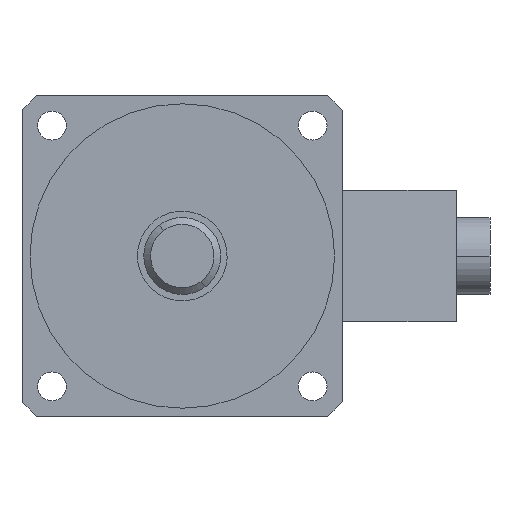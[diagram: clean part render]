
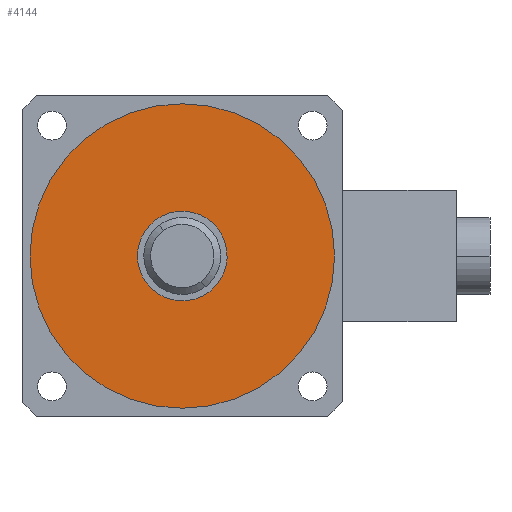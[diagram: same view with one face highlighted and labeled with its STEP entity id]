
A CAD part, left-side view. The second image highlights one B-rep face of the part: STEP entity #4144.
In plain terms, the highlighted planar face has unit normal (-1, 0, 0).
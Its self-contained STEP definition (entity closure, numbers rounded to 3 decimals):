
#138 = VERTEX_POINT ( 'NONE', #804 ) ;
#169 = VERTEX_POINT ( 'NONE', #906 ) ;
#180 = VERTEX_POINT ( 'NONE', #938 ) ;
#804 = CARTESIAN_POINT ( 'NONE',  ( -3., 12., 0. ) ) ;
#906 = CARTESIAN_POINT ( 'NONE',  ( -3., 47.5, 0. ) ) ;
#938 = CARTESIAN_POINT ( 'NONE',  ( -3., -47.5, 0. ) ) ;
#964 = CIRCLE ( 'NONE', #965, 12. ) ;
#965 = AXIS2_PLACEMENT_3D ( 'NONE', #966, #967, #968 ) ;
#966 = CARTESIAN_POINT ( 'NONE',  ( -3., 0., 0. ) ) ;
#967 = DIRECTION ( 'NONE',  ( -1., 0., 0. ) ) ;
#968 = DIRECTION ( 'NONE',  ( 0., -1., 0. ) ) ;
#1851 = CIRCLE ( 'NONE', #1852, 47.5 ) ;
#1852 = AXIS2_PLACEMENT_3D ( 'NONE', #1853, #1854, #1855 ) ;
#1853 = CARTESIAN_POINT ( 'NONE',  ( -3., 0., 0. ) ) ;
#1854 = DIRECTION ( 'NONE',  ( -1., 0., 0. ) ) ;
#1855 = DIRECTION ( 'NONE',  ( 0., -1., 0. ) ) ;
#3327 = CARTESIAN_POINT ( 'NONE',  ( -3., -12., 0. ) ) ;
#3471 = CIRCLE ( 'NONE', #3472, 12. ) ;
#3472 = AXIS2_PLACEMENT_3D ( 'NONE', #3473, #3474, #3475 ) ;
#3473 = CARTESIAN_POINT ( 'NONE',  ( -3., 0., 0. ) ) ;
#3474 = DIRECTION ( 'NONE',  ( -1., 0., 0. ) ) ;
#3475 = DIRECTION ( 'NONE',  ( 0., -1., 0. ) ) ;
#3559 = FACE_BOUND ( 'NONE', #4182, .T. ) ;
#3560 = FACE_OUTER_BOUND ( 'NONE', #4928, .T. ) ;
#3561 = PLANE ( 'NONE',  #3562 ) ;
#3562 = AXIS2_PLACEMENT_3D ( 'NONE', #3563, #3564, #3565 ) ;
#3563 = CARTESIAN_POINT ( 'NONE',  ( -3., 12., 0. ) ) ;
#3564 = DIRECTION ( 'NONE',  ( 1., 0., 0. ) ) ;
#3565 = DIRECTION ( 'NONE',  ( 0., 1., 0. ) ) ;
#3574 = CIRCLE ( 'NONE', #3575, 47.5 ) ;
#3575 = AXIS2_PLACEMENT_3D ( 'NONE', #3576, #3577, #3578 ) ;
#3576 = CARTESIAN_POINT ( 'NONE',  ( -3., 0., 0. ) ) ;
#3577 = DIRECTION ( 'NONE',  ( -1., 0., 0. ) ) ;
#3578 = DIRECTION ( 'NONE',  ( 0., -1., 0. ) ) ;
#4063 = EDGE_CURVE ( 'NONE', #5008, #138, #3471, .T. ) ;
#4144 = ADVANCED_FACE ( 'NONE', ( #3559, #3560 ), #3561, .F. ) ;
#4182 = EDGE_LOOP ( 'NONE', ( #4236, #4902 ) ) ;
#4236 = ORIENTED_EDGE ( 'NONE', *, *, #4063, .F. ) ;
#4561 = EDGE_CURVE ( 'NONE', #138, #5008, #964, .T. ) ;
#4680 = EDGE_CURVE ( 'NONE', #180, #169, #1851, .T. ) ;
#4902 = ORIENTED_EDGE ( 'NONE', *, *, #4561, .F. ) ;
#4928 = EDGE_LOOP ( 'NONE', ( #4990, #5046 ) ) ;
#4990 = ORIENTED_EDGE ( 'NONE', *, *, #4680, .T. ) ;
#5008 = VERTEX_POINT ( 'NONE', #3327 ) ;
#5046 = ORIENTED_EDGE ( 'NONE', *, *, #5080, .T. ) ;
#5080 = EDGE_CURVE ( 'NONE', #169, #180, #3574, .T. ) ;
